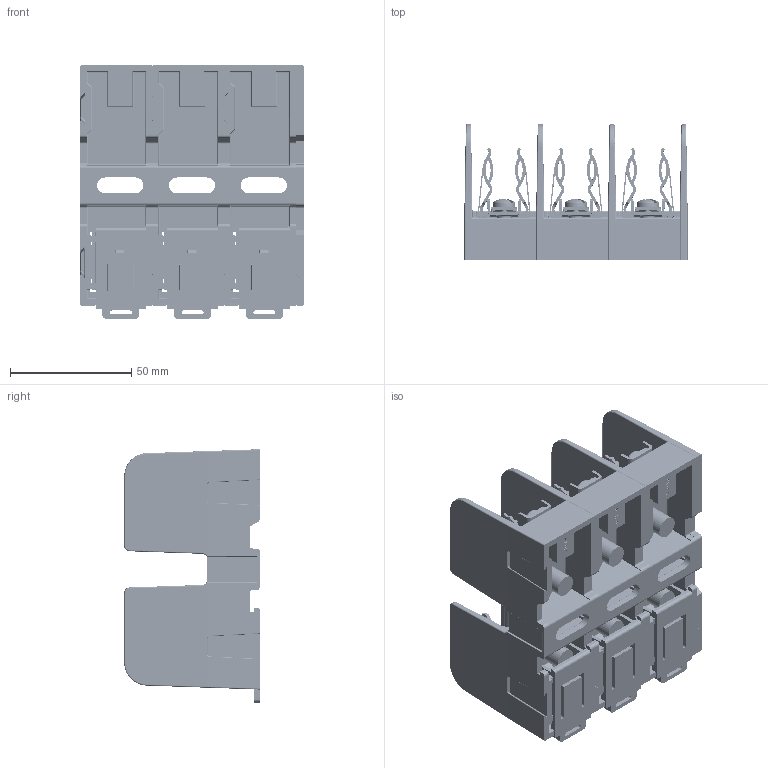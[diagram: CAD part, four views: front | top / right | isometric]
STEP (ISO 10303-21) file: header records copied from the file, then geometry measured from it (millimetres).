
FILE_DESCRIPTION (( 'STEP AP214' ), '1' );
FILE_NAME ('700667revA.STEP', '2019-05-09T15:34:37', ( '' ), ( '' ), 'SwSTEP 2.0', 'SolidWorks 2017', '' );
FILE_SCHEMA (( 'AUTOMOTIVE_DESIGN' ));
Length unit declared in the file: inch
Products named in the file (2): 700667revA
Bounding box: 91.95 x 55.88 x 104.52 mm (x, y, z)
Volume: 126022.2 mm3; surface area: 134577.4 mm2
Topology: 31 solids, 31 shells, 4320 faces, 11536 edges, 7264 vertices
Faces by surface type: plane 2199, cylinder 1409, bspline 296, cone 186, torus 116, sphere 114
Full cylindrical faces by diameter (mm): 3.175 x3, 3.962 x6, 4.039 x6, 4.826 x6, 6.071 x6, 8.89 x6, 9.271 x6, 9.474 x6
Entity records: 210084 total; most frequent: CARTESIAN_POINT 52274, ORIENTED_EDGE 22294, DIRECTION 19453, EDGE_CURVE 11147, VERTEX_POINT 7222, VECTOR 6567, LINE 6567, AXIS2_PLACEMENT_3D 6443
